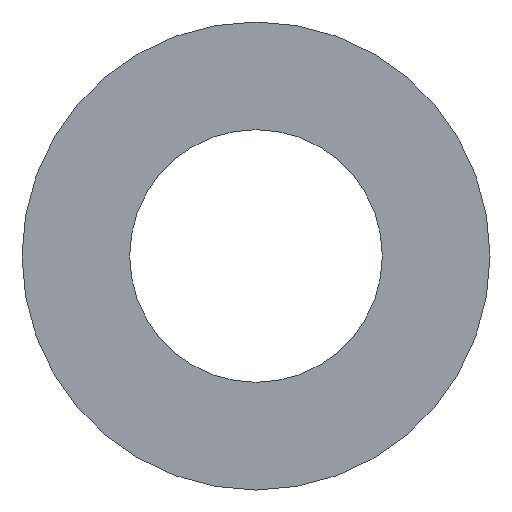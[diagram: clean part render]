
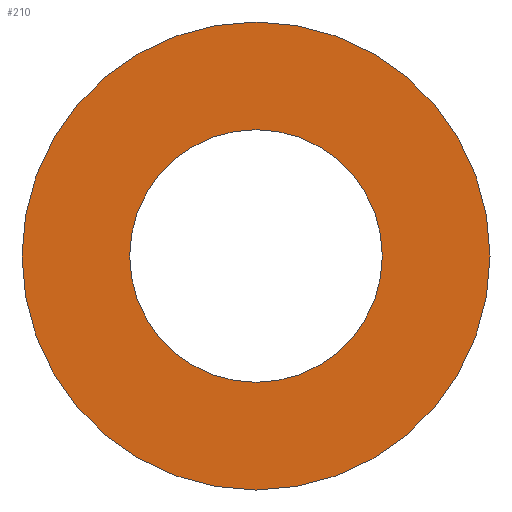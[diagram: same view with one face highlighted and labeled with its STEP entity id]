
A CAD part, left-side view. The second image highlights one B-rep face of the part: STEP entity #210.
In plain terms, the highlighted planar face has unit normal (-1, 0, 0).
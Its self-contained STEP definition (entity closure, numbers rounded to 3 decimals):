
#72=CARTESIAN_POINT('',(0.,2.5,0.));
#73=VERTEX_POINT('',#72);
#89=CARTESIAN_POINT('',(0.,-2.5,0.));
#90=VERTEX_POINT('',#89);
#97=CARTESIAN_POINT('',(0.0,0.0,0.0));
#98=DIRECTION('',(1.0,0.0,0.0));
#99=DIRECTION('',(0.0,1.0,0.0));
#100=AXIS2_PLACEMENT_3D('',#97,#98,#99);
#101=CIRCLE('',#100,2.5);
#102=EDGE_CURVE('',#90,#73,#101,.T.);
#112=CARTESIAN_POINT('',(0.,1.35,0.));
#113=VERTEX_POINT('',#112);
#122=CARTESIAN_POINT('',(0.,-1.35,0.));
#123=VERTEX_POINT('',#122);
#124=CARTESIAN_POINT('',(0.0,0.0,0.0));
#125=DIRECTION('',(1.0,0.0,0.0));
#126=DIRECTION('',(0.0,1.0,0.0));
#127=AXIS2_PLACEMENT_3D('',#124,#125,#126);
#128=CIRCLE('',#127,1.35);
#129=EDGE_CURVE('',#123,#113,#128,.T.);
#163=CARTESIAN_POINT('',(0.0,0.0,0.0));
#164=DIRECTION('',(1.0,0.0,0.0));
#165=DIRECTION('',(0.0,1.0,0.0));
#166=AXIS2_PLACEMENT_3D('',#163,#164,#165);
#167=CIRCLE('',#166,1.35);
#168=EDGE_CURVE('',#113,#123,#167,.T.);
#179=CARTESIAN_POINT('',(0.0,0.0,0.0));
#180=DIRECTION('',(1.0,0.0,0.0));
#181=DIRECTION('',(0.0,1.0,0.0));
#182=AXIS2_PLACEMENT_3D('',#179,#180,#181);
#183=CIRCLE('',#182,2.5);
#184=EDGE_CURVE('',#73,#90,#183,.T.);
#197=CARTESIAN_POINT('',(0.0,0.0,0.0));
#198=DIRECTION('',(1.0,0.0,0.0));
#199=DIRECTION('',(0.0,1.0,0.0));
#200=AXIS2_PLACEMENT_3D('',#197,#198,#199);
#201=PLANE('',#200);
#202=ORIENTED_EDGE('',*,*,#184,.F.);
#203=ORIENTED_EDGE('',*,*,#102,.F.);
#204=EDGE_LOOP('',(#202,#203));
#205=FACE_OUTER_BOUND('',#204,.T.);
#206=ORIENTED_EDGE('',*,*,#168,.T.);
#207=ORIENTED_EDGE('',*,*,#129,.T.);
#208=EDGE_LOOP('',(#206,#207));
#209=FACE_BOUND('',#208,.T.);
#210=ADVANCED_FACE('',(#205,#209),#201,.F.);
